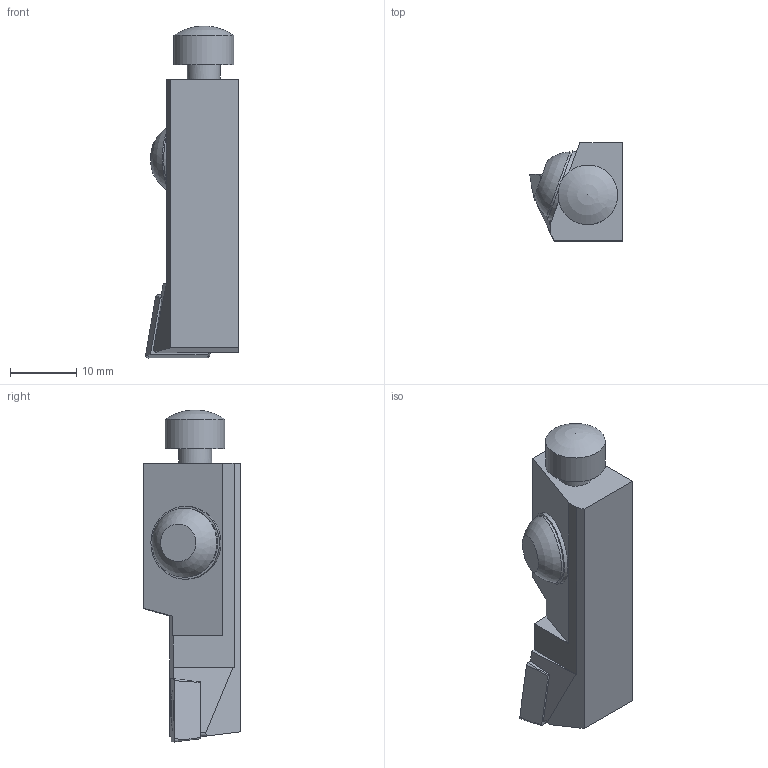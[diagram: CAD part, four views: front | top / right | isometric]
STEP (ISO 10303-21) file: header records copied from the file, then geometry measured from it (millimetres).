
FILE_DESCRIPTION(/* description */ (''),/* implementation_level */ '2;1');
FILE_NAME(/* name */ '1689238782468.stp',/* time_stamp */ '2023-07-13T14:29:51+06:00',/* author */ (''),/* organization */ ('SMS'),/* preprocessor_version */ 'ST-DEVELOPER v16.7',/* originating_system */ 'SIEMENS PLM Software NX 12.0',/* authorisation */ '');
FILE_SCHEMA (('AUTOMOTIVE_DESIGN { 1 0 10303 214 3 1 1 1 }'));
Length unit declared in the file: millimetre
Products named in the file (4): ASSEMBLY_CONSTRUCTION; 200998958mod000_02; 204825963mod000_00; 204825964mod000_00
Assembly tree (3 placements, depth 2):
  204825964mod000_00
    204825963mod000_00
    200998958mod000_02
    ASSEMBLY_CONSTRUCTION
Bounding box: 13.96 x 14.75 x 50 mm (x, y, z)
Volume: 5765.8 mm3; surface area: 2863.4 mm2
Topology: 2 solids, 2 shells, 52 faces, 131 edges, 98 vertices
Faces by surface type: plane 27, cylinder 7, cone 7, extrusion 5, torus 4, sphere 2
Full cylindrical faces by diameter (mm): 4.4 x2, 5 x1, 9 x1, 10.375 x1, 11 x1
Entity records: 1850 total; most frequent: CARTESIAN_POINT 456, DIRECTION 269, ORIENTED_EDGE 218, EDGE_CURVE 109, AXIS2_PLACEMENT_3D 96, VERTEX_POINT 79, VECTOR 77, EDGE_LOOP 72
